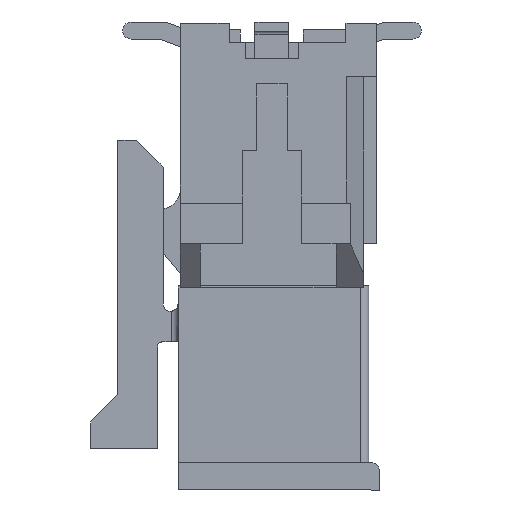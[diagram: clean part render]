
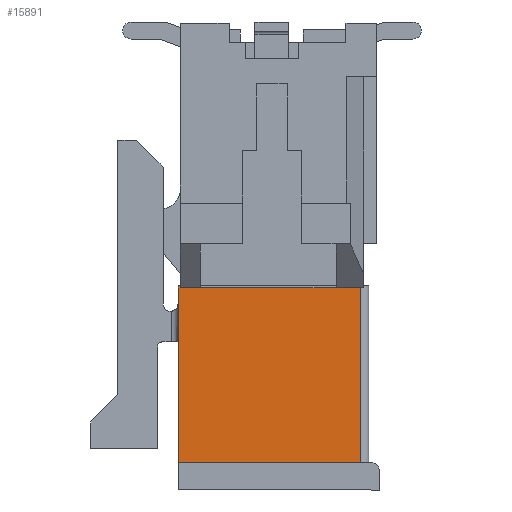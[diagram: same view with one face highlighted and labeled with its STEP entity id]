
A CAD part, left-side view. The second image highlights one B-rep face of the part: STEP entity #15891.
In plain terms, the highlighted planar face has unit normal (-1, 0, 0).
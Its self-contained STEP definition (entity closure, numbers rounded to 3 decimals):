
#106 = PLANE ( 'NONE',  #845 ) ;
#340 = DIRECTION ( 'NONE',  ( 0., 0., 1. ) ) ;
#845 = AXIS2_PLACEMENT_3D ( 'NONE', #1387, #11619, #15380 ) ;
#1387 = CARTESIAN_POINT ( 'NONE',  ( -3.43, 0., 0. ) ) ;
#1593 = DIRECTION ( 'NONE',  ( 0., 0., -1. ) ) ;
#2723 = LINE ( 'NONE', #7920, #14446 ) ;
#3374 = EDGE_CURVE ( 'NONE', #9027, #9818, #5057, .T. ) ;
#3391 = ORIENTED_EDGE ( 'NONE', *, *, #13560, .F. ) ;
#4471 = VERTEX_POINT ( 'NONE', #12994 ) ;
#5057 = LINE ( 'NONE', #10528, #14831 ) ;
#5396 = CARTESIAN_POINT ( 'NONE',  ( -3.43, 3.65, 0. ) ) ;
#5578 = EDGE_CURVE ( 'NONE', #9818, #4471, #2723, .T. ) ;
#5650 = ORIENTED_EDGE ( 'NONE', *, *, #5578, .F. ) ;
#6653 = CARTESIAN_POINT ( 'NONE',  ( -3.43, -2.98, 3.43 ) ) ;
#7073 = ORIENTED_EDGE ( 'NONE', *, *, #14902, .F. ) ;
#7133 = VECTOR ( 'NONE', #340, 1000. ) ;
#7920 = CARTESIAN_POINT ( 'NONE',  ( -3.43, -2.98, -3.42 ) ) ;
#8161 = DIRECTION ( 'NONE',  ( 0., -1., 0. ) ) ;
#9027 = VERTEX_POINT ( 'NONE', #6653 ) ;
#9029 = LINE ( 'NONE', #10829, #10777 ) ;
#9213 = CARTESIAN_POINT ( 'NONE',  ( -3.43, -2.98, -3.42 ) ) ;
#9818 = VERTEX_POINT ( 'NONE', #9213 ) ;
#10127 = CARTESIAN_POINT ( 'NONE',  ( -3.43, 3.65, 3.43 ) ) ;
#10528 = CARTESIAN_POINT ( 'NONE',  ( -3.43, -2.98, 0. ) ) ;
#10683 = LINE ( 'NONE', #5396, #7133 ) ;
#10777 = VECTOR ( 'NONE', #8161, 1000. ) ;
#10829 = CARTESIAN_POINT ( 'NONE',  ( -3.43, 0., 3.43 ) ) ;
#11619 = DIRECTION ( 'NONE',  ( 1., 0., 0. ) ) ;
#11680 = DIRECTION ( 'NONE',  ( 0., 1., 0. ) ) ;
#12843 = VERTEX_POINT ( 'NONE', #10127 ) ;
#12994 = CARTESIAN_POINT ( 'NONE',  ( -3.43, 3.65, -3.42 ) ) ;
#13337 = EDGE_LOOP ( 'NONE', ( #3391, #7073, #5650, #15201 ) ) ;
#13560 = EDGE_CURVE ( 'NONE', #12843, #9027, #9029, .T. ) ;
#14446 = VECTOR ( 'NONE', #11680, 1000. ) ;
#14831 = VECTOR ( 'NONE', #1593, 1000. ) ;
#14902 = EDGE_CURVE ( 'NONE', #4471, #12843, #10683, .T. ) ;
#15201 = ORIENTED_EDGE ( 'NONE', *, *, #3374, .F. ) ;
#15380 = DIRECTION ( 'NONE',  ( 0., 0., -1. ) ) ;
#15891 = ADVANCED_FACE ( 'NONE', ( #16065 ), #106, .F. ) ;
#16065 = FACE_OUTER_BOUND ( 'NONE', #13337, .T. ) ;
